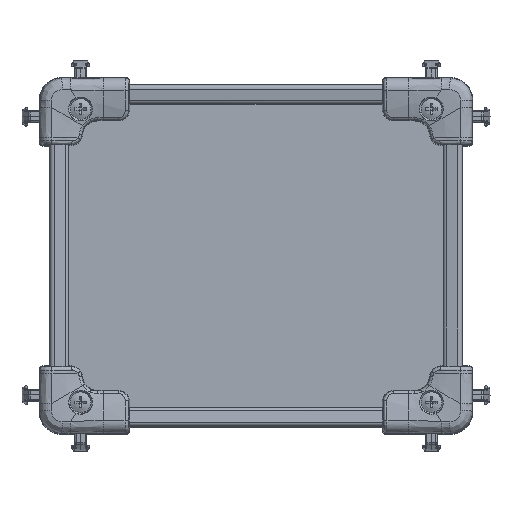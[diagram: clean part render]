
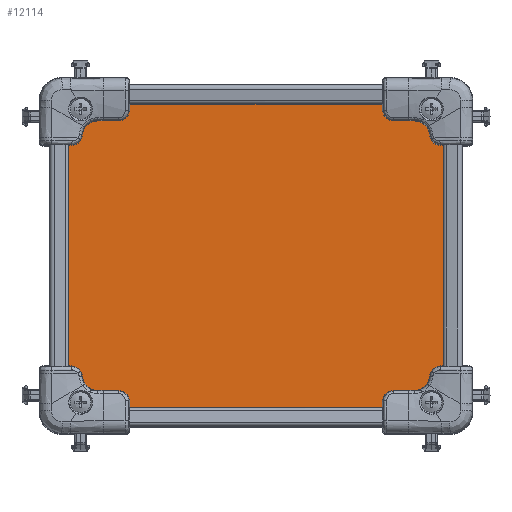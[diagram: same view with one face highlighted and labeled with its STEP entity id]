
A CAD part, top view. The second image highlights one B-rep face of the part: STEP entity #12114.
In plain terms, the highlighted face is planar.
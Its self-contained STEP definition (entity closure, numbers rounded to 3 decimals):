
#11724=CARTESIAN_POINT('',(14.762,14.367,0.0));
#11725=VERTEX_POINT('',#11724);
#11726=CARTESIAN_POINT('',(16.462,14.367,0.0));
#11727=DIRECTION('',(0.0,0.0,1.0));
#11728=DIRECTION('',(1.0,0.0,0.0));
#11729=AXIS2_PLACEMENT_3D('',#11726,#11727,#11728);
#11730=CIRCLE('',#11729,1.7);
#11731=EDGE_CURVE('',#11725,#11725,#11730,.T.);
#11752=CARTESIAN_POINT('',(107.762,92.067,0.0));
#11753=VERTEX_POINT('',#11752);
#11754=CARTESIAN_POINT('',(109.462,92.067,0.0));
#11755=DIRECTION('',(0.0,0.0,1.0));
#11756=DIRECTION('',(1.0,0.0,0.0));
#11757=AXIS2_PLACEMENT_3D('',#11754,#11755,#11756);
#11758=CIRCLE('',#11757,1.7);
#11759=EDGE_CURVE('',#11753,#11753,#11758,.T.);
#11780=CARTESIAN_POINT('',(14.762,92.067,0.0));
#11781=VERTEX_POINT('',#11780);
#11782=CARTESIAN_POINT('',(16.462,92.067,0.0));
#11783=DIRECTION('',(0.0,0.0,1.0));
#11784=DIRECTION('',(1.0,0.0,0.0));
#11785=AXIS2_PLACEMENT_3D('',#11782,#11783,#11784);
#11786=CIRCLE('',#11785,1.7);
#11787=EDGE_CURVE('',#11781,#11781,#11786,.T.);
#11808=CARTESIAN_POINT('',(107.762,14.367,0.0));
#11809=VERTEX_POINT('',#11808);
#11810=CARTESIAN_POINT('',(109.462,14.367,0.0));
#11811=DIRECTION('',(0.0,0.0,1.0));
#11812=DIRECTION('',(1.0,0.0,0.0));
#11813=AXIS2_PLACEMENT_3D('',#11810,#11811,#11812);
#11814=CIRCLE('',#11813,1.7);
#11815=EDGE_CURVE('',#11809,#11809,#11814,.T.);
#11846=CARTESIAN_POINT('',(112.962,95.567,0.0));
#11847=VERTEX_POINT('',#11846);
#11854=CARTESIAN_POINT('',(12.962,95.567,0.0));
#11855=VERTEX_POINT('',#11854);
#11856=CARTESIAN_POINT('',(112.962,95.567,0.0));
#11857=DIRECTION('',(-1.0,0.0,0.0));
#11858=VECTOR('',#11857,100.);
#11859=LINE('',#11856,#11858);
#11860=EDGE_CURVE('',#11847,#11855,#11859,.T.);
#11885=CARTESIAN_POINT('',(115.462,93.067,0.0));
#11886=VERTEX_POINT('',#11885);
#11893=CARTESIAN_POINT('',(112.962,93.067,0.0));
#11894=DIRECTION('',(0.0,0.0,1.0));
#11895=DIRECTION('',(1.0,0.0,0.0));
#11896=AXIS2_PLACEMENT_3D('',#11893,#11894,#11895);
#11897=CIRCLE('',#11896,2.5);
#11898=EDGE_CURVE('',#11886,#11847,#11897,.T.);
#11917=CARTESIAN_POINT('',(115.462,13.367,0.0));
#11918=VERTEX_POINT('',#11917);
#11925=CARTESIAN_POINT('',(115.462,13.367,0.0));
#11926=DIRECTION('',(0.0,1.0,0.0));
#11927=VECTOR('',#11926,79.7);
#11928=LINE('',#11925,#11927);
#11929=EDGE_CURVE('',#11918,#11886,#11928,.T.);
#11949=CARTESIAN_POINT('',(112.962,10.867,0.0));
#11950=VERTEX_POINT('',#11949);
#11957=CARTESIAN_POINT('',(112.962,13.367,0.0));
#11958=DIRECTION('',(0.0,0.0,1.0));
#11959=DIRECTION('',(0.0,-1.0,0.0));
#11960=AXIS2_PLACEMENT_3D('',#11957,#11958,#11959);
#11961=CIRCLE('',#11960,2.5);
#11962=EDGE_CURVE('',#11950,#11918,#11961,.T.);
#11981=CARTESIAN_POINT('',(12.962,10.867,0.0));
#11982=VERTEX_POINT('',#11981);
#11989=CARTESIAN_POINT('',(12.962,10.867,0.0));
#11990=DIRECTION('',(1.0,0.0,0.0));
#11991=VECTOR('',#11990,100.);
#11992=LINE('',#11989,#11991);
#11993=EDGE_CURVE('',#11982,#11950,#11992,.T.);
#12013=CARTESIAN_POINT('',(10.462,13.367,0.0));
#12014=VERTEX_POINT('',#12013);
#12021=CARTESIAN_POINT('',(12.962,13.367,0.0));
#12022=DIRECTION('',(0.0,0.0,1.0));
#12023=DIRECTION('',(-1.0,0.0,0.0));
#12024=AXIS2_PLACEMENT_3D('',#12021,#12022,#12023);
#12025=CIRCLE('',#12024,2.5);
#12026=EDGE_CURVE('',#12014,#11982,#12025,.T.);
#12045=CARTESIAN_POINT('',(10.462,93.067,0.0));
#12046=VERTEX_POINT('',#12045);
#12053=CARTESIAN_POINT('',(10.462,93.067,0.0));
#12054=DIRECTION('',(0.0,-1.0,0.0));
#12055=VECTOR('',#12054,79.7);
#12056=LINE('',#12053,#12055);
#12057=EDGE_CURVE('',#12046,#12014,#12056,.T.);
#12076=CARTESIAN_POINT('',(12.962,93.067,0.0));
#12077=DIRECTION('',(0.0,0.0,1.0));
#12078=DIRECTION('',(0.0,1.0,0.0));
#12079=AXIS2_PLACEMENT_3D('',#12076,#12077,#12078);
#12080=CIRCLE('',#12079,2.5);
#12081=EDGE_CURVE('',#11855,#12046,#12080,.T.);
#12087=CARTESIAN_POINT('',(62.962,53.217,0.0));
#12088=DIRECTION('',(0.0,0.0,-1.0));
#12089=DIRECTION('',(-1.0,0.0,0.0));
#12090=AXIS2_PLACEMENT_3D('',#12087,#12088,#12089);
#12091=PLANE('',#12090);
#12092=ORIENTED_EDGE('',*,*,#12081,.F.);
#12093=ORIENTED_EDGE('',*,*,#11860,.F.);
#12094=ORIENTED_EDGE('',*,*,#11898,.F.);
#12095=ORIENTED_EDGE('',*,*,#11929,.F.);
#12096=ORIENTED_EDGE('',*,*,#11962,.F.);
#12097=ORIENTED_EDGE('',*,*,#11993,.F.);
#12098=ORIENTED_EDGE('',*,*,#12026,.F.);
#12099=ORIENTED_EDGE('',*,*,#12057,.F.);
#12100=EDGE_LOOP('',(#12092,#12093,#12094,#12095,#12096,#12097,#12098,#12099));
#12101=FACE_OUTER_BOUND('',#12100,.T.);
#12102=ORIENTED_EDGE('',*,*,#11815,.T.);
#12103=EDGE_LOOP('',(#12102));
#12104=FACE_BOUND('',#12103,.T.);
#12105=ORIENTED_EDGE('',*,*,#11787,.T.);
#12106=EDGE_LOOP('',(#12105));
#12107=FACE_BOUND('',#12106,.T.);
#12108=ORIENTED_EDGE('',*,*,#11759,.T.);
#12109=EDGE_LOOP('',(#12108));
#12110=FACE_BOUND('',#12109,.T.);
#12111=ORIENTED_EDGE('',*,*,#11731,.T.);
#12112=EDGE_LOOP('',(#12111));
#12113=FACE_BOUND('',#12112,.T.);
#12114=ADVANCED_FACE('',(#12101,#12104,#12107,#12110,#12113),#12091,.T.);
